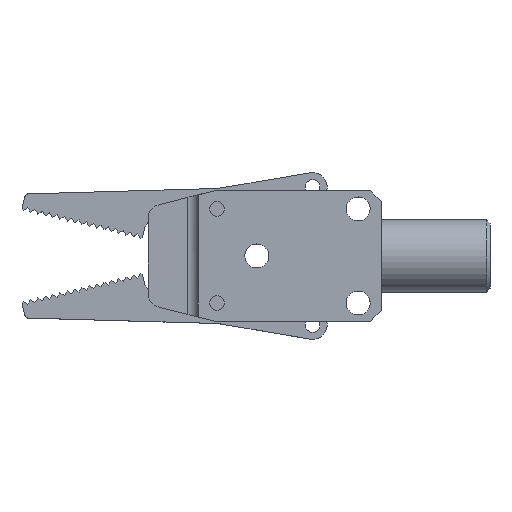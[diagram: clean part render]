
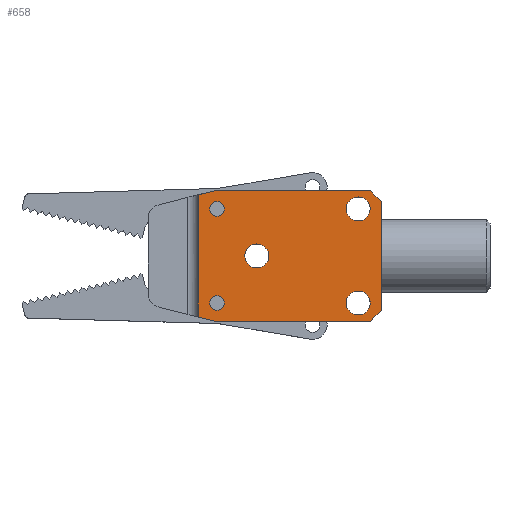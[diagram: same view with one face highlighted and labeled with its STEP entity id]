
A CAD part, top view. The second image highlights one B-rep face of the part: STEP entity #658.
In plain terms, the highlighted planar face has unit normal (0, 0, 1).
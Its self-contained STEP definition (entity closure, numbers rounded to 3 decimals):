
#658=ADVANCED_FACE('',(#1271,#1272,#1273,#1274,#1275,#1276),#1277,.F.);
#1271=FACE_OUTER_BOUND('',#1939,.T.);
#1272=FACE_BOUND('',#1940,.T.);
#1273=FACE_BOUND('',#1941,.T.);
#1274=FACE_BOUND('',#1942,.T.);
#1275=FACE_BOUND('',#1943,.T.);
#1276=FACE_BOUND('',#1944,.T.);
#1277=PLANE('',#1945);
#1939=EDGE_LOOP('',(#3459,#3460,#3461,#3462,#3463,#3464,#3465,#3466,#3467));
#1940=EDGE_LOOP('',(#3468));
#1941=EDGE_LOOP('',(#3469));
#1942=EDGE_LOOP('',(#3470));
#1943=EDGE_LOOP('',(#3471));
#1944=EDGE_LOOP('',(#3472));
#1945=AXIS2_PLACEMENT_3D('',#3473,#3474,#3475);
#3459=ORIENTED_EDGE('',*,*,#4559,.F.);
#3460=ORIENTED_EDGE('',*,*,#4560,.T.);
#3461=ORIENTED_EDGE('',*,*,#4561,.T.);
#3462=ORIENTED_EDGE('',*,*,#4562,.T.);
#3463=ORIENTED_EDGE('',*,*,#4563,.T.);
#3464=ORIENTED_EDGE('',*,*,#4564,.T.);
#3465=ORIENTED_EDGE('',*,*,#4565,.T.);
#3466=ORIENTED_EDGE('',*,*,#4566,.T.);
#3467=ORIENTED_EDGE('',*,*,#4567,.T.);
#3468=ORIENTED_EDGE('',*,*,#4568,.T.);
#3469=ORIENTED_EDGE('',*,*,#4569,.T.);
#3470=ORIENTED_EDGE('',*,*,#4570,.T.);
#3471=ORIENTED_EDGE('',*,*,#4571,.F.);
#3472=ORIENTED_EDGE('',*,*,#4504,.F.);
#3473=CARTESIAN_POINT('',(0.0,0.0,5.0));
#3474=DIRECTION('',(0.0,0.0,-1.0));
#3475=DIRECTION('',(-1.0,0.0,0.0));
#4504=EDGE_CURVE('',#5482,#5482,#5483,.T.);
#4559=EDGE_CURVE('',#5580,#5581,#5582,.T.);
#4560=EDGE_CURVE('',#5580,#5583,#5584,.T.);
#4561=EDGE_CURVE('',#5583,#5585,#5586,.T.);
#4562=EDGE_CURVE('',#5585,#5587,#5588,.F.);
#4563=EDGE_CURVE('',#5587,#5575,#5589,.T.);
#4564=EDGE_CURVE('',#5575,#5590,#5591,.T.);
#4565=EDGE_CURVE('',#5590,#5592,#5593,.F.);
#4566=EDGE_CURVE('',#5592,#5594,#5595,.T.);
#4567=EDGE_CURVE('',#5594,#5581,#5596,.T.);
#4568=EDGE_CURVE('',#5597,#5597,#5598,.T.);
#4569=EDGE_CURVE('',#5599,#5599,#5600,.T.);
#4570=EDGE_CURVE('',#5601,#5601,#5602,.T.);
#4571=EDGE_CURVE('',#5603,#5603,#5604,.T.);
#5482=VERTEX_POINT('',#6902);
#5483=CIRCLE('',#6903,1.01);
#5575=VERTEX_POINT('',#7013);
#5580=VERTEX_POINT('',#7018);
#5581=VERTEX_POINT('',#7019);
#5582=LINE('',#7020,#7021);
#5583=VERTEX_POINT('',#7022);
#5584=LINE('',#7023,#7024);
#5585=VERTEX_POINT('',#7025);
#5586=LINE('',#7026,#7027);
#5587=VERTEX_POINT('',#7028);
#5588=LINE('',#7029,#7030);
#5589=LINE('',#7031,#7032);
#5590=VERTEX_POINT('',#7033);
#5591=LINE('',#7034,#7035);
#5592=VERTEX_POINT('',#7036);
#5593=LINE('',#7037,#7038);
#5594=VERTEX_POINT('',#7039);
#5595=LINE('',#7040,#7041);
#5596=LINE('',#7042,#7043);
#5597=VERTEX_POINT('',#7044);
#5598=CIRCLE('',#7045,1.65);
#5599=VERTEX_POINT('',#7046);
#5600=CIRCLE('',#7047,1.65);
#5601=VERTEX_POINT('',#7048);
#5602=CIRCLE('',#7049,1.65);
#5603=VERTEX_POINT('',#7050);
#5604=CIRCLE('',#7051,1.01);
#6902=CARTESIAN_POINT('',(-9.49,-6.5,5.0));
#6903=AXIS2_PLACEMENT_3D('',#7928,#7929,#7930);
#7013=CARTESIAN_POINT('',(12.2,0.,5.0));
#7018=CARTESIAN_POINT('',(-13.088,-8.434,5.0));
#7019=CARTESIAN_POINT('',(-13.088,8.434,5.0));
#7020=CARTESIAN_POINT('',(-13.088,-9.001,5.0));
#7021=VECTOR('',#8021,1.0);
#7022=CARTESIAN_POINT('',(-10.825,-9.0,5.0));
#7023=CARTESIAN_POINT('',(-2.754,-11.018,5.0));
#7024=VECTOR('',#8022,1.0);
#7025=CARTESIAN_POINT('',(10.7,-9.0,5.0));
#7026=CARTESIAN_POINT('',(-10.0,-9.0,5.0));
#7027=VECTOR('',#8023,1.0);
#7028=CARTESIAN_POINT('',(12.2,-7.5,5.0));
#7029=CARTESIAN_POINT('',(10.7,-9.0,5.0));
#7030=VECTOR('',#8024,1.0);
#7031=CARTESIAN_POINT('',(12.2,9.0,5.0));
#7032=VECTOR('',#8025,1.0);
#7033=CARTESIAN_POINT('',(12.2,7.5,5.0));
#7034=CARTESIAN_POINT('',(12.2,9.0,5.0));
#7035=VECTOR('',#8026,1.0);
#7036=CARTESIAN_POINT('',(10.7,9.0,5.0));
#7037=CARTESIAN_POINT('',(12.2,7.5,5.0));
#7038=VECTOR('',#8027,1.0);
#7039=CARTESIAN_POINT('',(-10.825,9.0,5.0));
#7040=CARTESIAN_POINT('',(-10.0,9.0,5.0));
#7041=VECTOR('',#8028,1.0);
#7042=CARTESIAN_POINT('',(-2.754,11.018,5.0));
#7043=VECTOR('',#8029,1.0);
#7044=CARTESIAN_POINT('',(-6.65,0.0,5.0));
#7045=AXIS2_PLACEMENT_3D('',#8030,#8031,#8032);
#7046=CARTESIAN_POINT('',(7.35,6.5,5.0));
#7047=AXIS2_PLACEMENT_3D('',#8033,#8034,#8035);
#7048=CARTESIAN_POINT('',(7.35,-6.5,5.0));
#7049=AXIS2_PLACEMENT_3D('',#8036,#8037,#8038);
#7050=CARTESIAN_POINT('',(-9.49,6.5,5.0));
#7051=AXIS2_PLACEMENT_3D('',#8039,#8040,#8041);
#7928=CARTESIAN_POINT('',(-10.5,-6.5,5.0));
#7929=DIRECTION('',(0.0,0.0,1.0));
#7930=DIRECTION('',(1.0,0.0,0.0));
#8021=DIRECTION('',(0.0,1.0,0.0));
#8022=DIRECTION('',(0.97,-0.243,0.0));
#8023=DIRECTION('',(1.0,0.,0.0));
#8024=DIRECTION('',(-0.707,-0.707,0.0));
#8025=DIRECTION('',(0.,1.0,0.0));
#8026=DIRECTION('',(0.,1.0,0.0));
#8027=DIRECTION('',(0.707,-0.707,0.0));
#8028=DIRECTION('',(-1.0,0.,0.0));
#8029=DIRECTION('',(-0.97,-0.243,0.0));
#8030=CARTESIAN_POINT('',(-5.0,0.0,5.0));
#8031=DIRECTION('',(0.0,0.0,-1.0));
#8032=DIRECTION('',(-1.0,0.0,0.0));
#8033=CARTESIAN_POINT('',(9.0,6.5,5.0));
#8034=DIRECTION('',(0.0,0.0,-1.0));
#8035=DIRECTION('',(-1.0,0.0,0.0));
#8036=CARTESIAN_POINT('',(9.0,-6.5,5.0));
#8037=DIRECTION('',(0.0,0.0,-1.0));
#8038=DIRECTION('',(-1.0,0.0,0.0));
#8039=CARTESIAN_POINT('',(-10.5,6.5,5.0));
#8040=DIRECTION('',(0.0,0.0,1.0));
#8041=DIRECTION('',(1.0,0.0,0.0));
